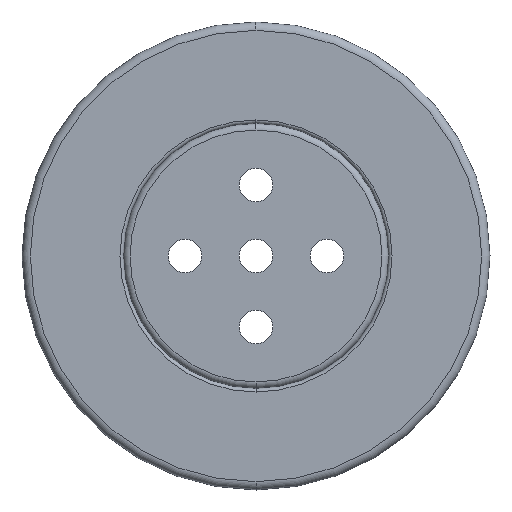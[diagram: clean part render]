
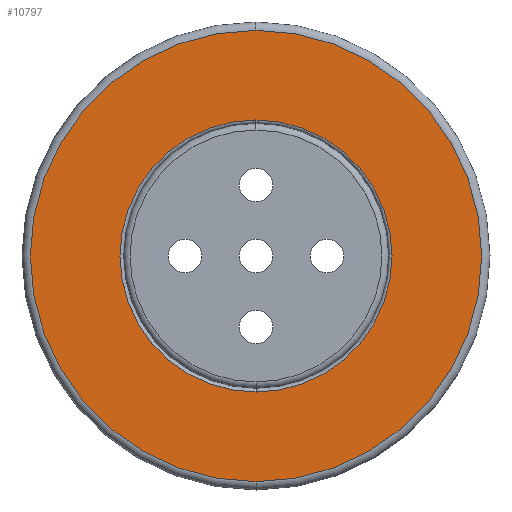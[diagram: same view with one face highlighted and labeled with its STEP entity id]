
A CAD part, left-side view. The second image highlights one B-rep face of the part: STEP entity #10797.
In plain terms, the highlighted face is planar.
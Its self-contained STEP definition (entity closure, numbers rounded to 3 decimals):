
#14 = EDGE_CURVE ( 'NONE', #11903, #16501, #6086, .T. ) ;
#564 = AXIS2_PLACEMENT_3D ( 'NONE', #6784, #2628, #13381 ) ;
#885 = AXIS2_PLACEMENT_3D ( 'NONE', #7640, #17269, #9033 ) ;
#1036 = DIRECTION ( 'NONE',  ( 1., 0., 0. ) ) ;
#2628 = DIRECTION ( 'NONE',  ( 0., 0., -1. ) ) ;
#2986 = VERTEX_POINT ( 'NONE', #10647 ) ;
#4416 = FACE_OUTER_BOUND ( 'NONE', #6101, .T. ) ;
#4562 = CARTESIAN_POINT ( 'NONE',  ( 0., 0., 0. ) ) ;
#4651 = CARTESIAN_POINT ( 'NONE',  ( 27., 0., 0. ) ) ;
#4839 = FACE_BOUND ( 'NONE', #9984, .T. ) ;
#5132 = CARTESIAN_POINT ( 'NONE',  ( 0., 0., 0. ) ) ;
#5957 = DIRECTION ( 'NONE',  ( 1., 0., 0. ) ) ;
#6086 = CIRCLE ( 'NONE', #564, 27. ) ;
#6101 = EDGE_LOOP ( 'NONE', ( #6196, #7230 ) ) ;
#6196 = ORIENTED_EDGE ( 'NONE', *, *, #8267, .T. ) ;
#6514 = EDGE_CURVE ( 'NONE', #2986, #11040, #16430, .T. ) ;
#6595 = DIRECTION ( 'NONE',  ( 0., 0., 1. ) ) ;
#6776 = AXIS2_PLACEMENT_3D ( 'NONE', #4562, #14191, #5957 ) ;
#6784 = CARTESIAN_POINT ( 'NONE',  ( 0., 0., 0. ) ) ;
#6864 = AXIS2_PLACEMENT_3D ( 'NONE', #14841, #6595, #16225 ) ;
#7230 = ORIENTED_EDGE ( 'NONE', *, *, #14, .T. ) ;
#7640 = CARTESIAN_POINT ( 'NONE',  ( 0., 0., 0. ) ) ;
#8267 = EDGE_CURVE ( 'NONE', #16501, #11903, #12490, .T. ) ;
#9033 = DIRECTION ( 'NONE',  ( 1., 0., 0. ) ) ;
#9267 = DIRECTION ( 'NONE',  ( 0., 0., 1. ) ) ;
#9984 = EDGE_LOOP ( 'NONE', ( #10635, #10651 ) ) ;
#10236 = AXIS2_PLACEMENT_3D ( 'NONE', #5132, #9267, #1036 ) ;
#10380 = CIRCLE ( 'NONE', #6776, 16.275 ) ;
#10635 = ORIENTED_EDGE ( 'NONE', *, *, #16837, .T. ) ;
#10647 = CARTESIAN_POINT ( 'NONE',  ( -16.275, 0., 0. ) ) ;
#10651 = ORIENTED_EDGE ( 'NONE', *, *, #6514, .T. ) ;
#10797 = ADVANCED_FACE ( 'NONE', ( #4839, #4416 ), #13337, .F. ) ;
#11040 = VERTEX_POINT ( 'NONE', #13769 ) ;
#11903 = VERTEX_POINT ( 'NONE', #16035 ) ;
#12490 = CIRCLE ( 'NONE', #885, 27. ) ;
#13337 = PLANE ( 'NONE',  #10236 ) ;
#13381 = DIRECTION ( 'NONE',  ( 1., 0., 0. ) ) ;
#13769 = CARTESIAN_POINT ( 'NONE',  ( 16.275, 0., 0. ) ) ;
#14191 = DIRECTION ( 'NONE',  ( 0., 0., 1. ) ) ;
#14841 = CARTESIAN_POINT ( 'NONE',  ( 0., 0., 0. ) ) ;
#16035 = CARTESIAN_POINT ( 'NONE',  ( -27., 0., 0. ) ) ;
#16225 = DIRECTION ( 'NONE',  ( 1., 0., 0. ) ) ;
#16430 = CIRCLE ( 'NONE', #6864, 16.275 ) ;
#16501 = VERTEX_POINT ( 'NONE', #4651 ) ;
#16837 = EDGE_CURVE ( 'NONE', #11040, #2986, #10380, .T. ) ;
#17269 = DIRECTION ( 'NONE',  ( 0., 0., -1. ) ) ;
